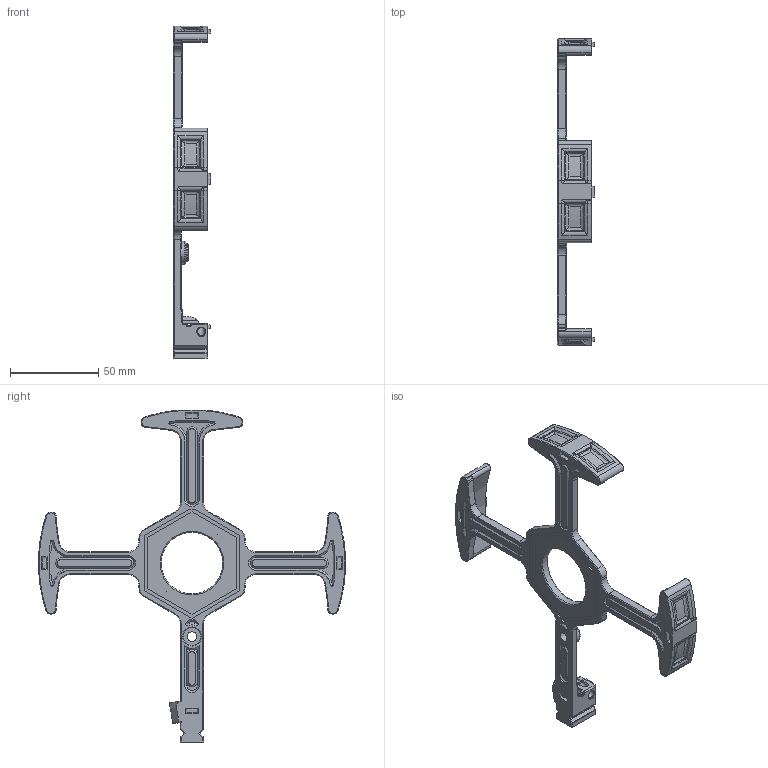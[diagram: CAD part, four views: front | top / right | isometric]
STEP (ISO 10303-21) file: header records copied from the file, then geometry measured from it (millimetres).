
FILE_DESCRIPTION(/* description */ ('STEP AP242','CAx-IF Rec.Pracs.---Representation and Presentation of Product Manufacturing Information (PMI)---4.0---2014-10-13','CAx-IF Rec.Pracs.---3D Tessellated Geometry---0.4---2014-09-14','2;1'),/* implementation_level */ '2;1');
FILE_NAME(/* name */ '649f39d7e27a2f1cb20f0d1e',/* time_stamp */ '2023-06-30T20:23:53Z',/* author */ (''),/* organization */ (''),/* preprocessor_version */ 'ST-DEVELOPER v19.4',/* originating_system */ ' ',/* authorisation */ ' ');
FILE_SCHEMA (('AP242_MANAGED_MODEL_BASED_3D_ENGINEERING_MIM_LF { 1 0 10303 442 1 1 4 }'));
Length unit declared in the file: metre
Products named in the file (1): PatchWall_1-x_M6
Bounding box: 21 x 173 x 187.6 mm (x, y, z)
Volume: 43300 mm3; surface area: 26445.1 mm2
Topology: 1 solids, 2 shells, 859 faces, 2188 edges, 1338 vertices
Faces by surface type: plane 345, cylinder 203, cone 165, bspline 107, torus 37, sphere 2
Full cylindrical faces by diameter (mm): 3.2 x1, 4.1 x2, 5.4 x1, 10 x1, 10.4 x1, 13 x1, 34.77 x1
Entity records: 29879 total; most frequent: CARTESIAN_POINT 9997, ORIENTED_EDGE 4284, DIRECTION 3937, EDGE_CURVE 2142, AXIS2_PLACEMENT_3D 1442, VERTEX_POINT 1330, LINE 1053, VECTOR 1053
